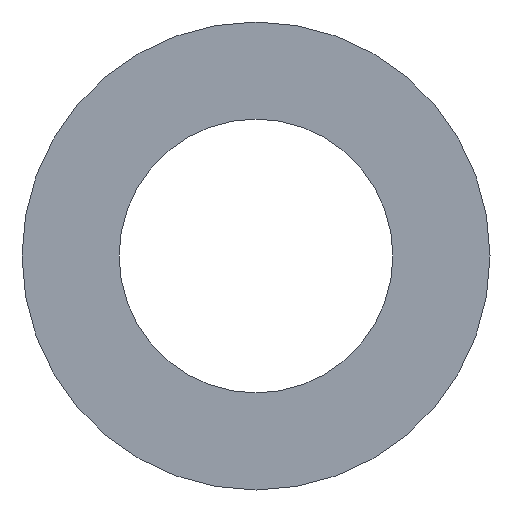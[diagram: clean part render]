
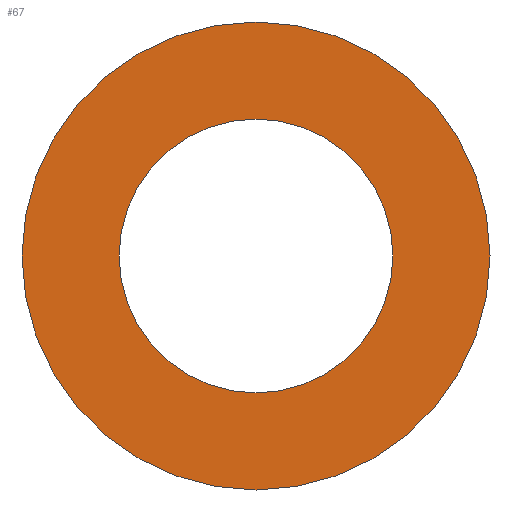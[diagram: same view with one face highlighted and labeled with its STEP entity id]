
A CAD part, front view. The second image highlights one B-rep face of the part: STEP entity #67.
In plain terms, the highlighted planar face has unit normal (0, -1, 0).
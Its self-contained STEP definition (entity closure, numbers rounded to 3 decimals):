
#5 = EDGE_LOOP ( 'NONE', ( #68, #175 ) ) ;
#8 = DIRECTION ( 'NONE',  ( 0., 0., 1. ) ) ;
#11 = CARTESIAN_POINT ( 'NONE',  ( 0., 0., 0. ) ) ;
#17 = AXIS2_PLACEMENT_3D ( 'NONE', #159, #222, #8 ) ;
#19 = ORIENTED_EDGE ( 'NONE', *, *, #83, .F. ) ;
#21 = FACE_OUTER_BOUND ( 'NONE', #90, .T. ) ;
#27 = CARTESIAN_POINT ( 'NONE',  ( 0., 0., 0. ) ) ;
#28 = DIRECTION ( 'NONE',  ( 0., 0., 1. ) ) ;
#29 = DIRECTION ( 'NONE',  ( 0., 1., 0. ) ) ;
#42 = FACE_BOUND ( 'NONE', #5, .T. ) ;
#45 = DIRECTION ( 'NONE',  ( 0., 0., 1. ) ) ;
#63 = PLANE ( 'NONE',  #124 ) ;
#65 = CIRCLE ( 'NONE', #17, 120.5 ) ;
#67 = ADVANCED_FACE ( 'NONE', ( #21, #42 ), #63, .F. ) ;
#68 = ORIENTED_EDGE ( 'NONE', *, *, #227, .T. ) ;
#74 = CIRCLE ( 'NONE', #240, 120.5 ) ;
#79 = AXIS2_PLACEMENT_3D ( 'NONE', #11, #109, #28 ) ;
#81 = VERTEX_POINT ( 'NONE', #139 ) ;
#83 = EDGE_CURVE ( 'NONE', #84, #81, #65, .T. ) ;
#84 = VERTEX_POINT ( 'NONE', #85 ) ;
#85 = CARTESIAN_POINT ( 'NONE',  ( 0., 0., -120.5 ) ) ;
#87 = DIRECTION ( 'NONE',  ( 0., 0., 1. ) ) ;
#89 = CARTESIAN_POINT ( 'NONE',  ( 0., 0., 0. ) ) ;
#90 = EDGE_LOOP ( 'NONE', ( #19, #155 ) ) ;
#101 = CIRCLE ( 'NONE', #79, 70.5 ) ;
#102 = DIRECTION ( 'NONE',  ( 0., 1., 0. ) ) ;
#107 = DIRECTION ( 'NONE',  ( 0., 1., 0. ) ) ;
#109 = DIRECTION ( 'NONE',  ( 0., 1., 0. ) ) ;
#118 = CARTESIAN_POINT ( 'NONE',  ( 0., 0., 0. ) ) ;
#124 = AXIS2_PLACEMENT_3D ( 'NONE', #89, #107, #87 ) ;
#130 = EDGE_CURVE ( 'NONE', #81, #84, #74, .T. ) ;
#139 = CARTESIAN_POINT ( 'NONE',  ( 0., 0., 120.5 ) ) ;
#149 = DIRECTION ( 'NONE',  ( 0., 0., 1. ) ) ;
#155 = ORIENTED_EDGE ( 'NONE', *, *, #130, .F. ) ;
#159 = CARTESIAN_POINT ( 'NONE',  ( 0., 0., 0. ) ) ;
#165 = CARTESIAN_POINT ( 'NONE',  ( 0., 0., -70.5 ) ) ;
#169 = VERTEX_POINT ( 'NONE', #165 ) ;
#175 = ORIENTED_EDGE ( 'NONE', *, *, #237, .T. ) ;
#185 = CARTESIAN_POINT ( 'NONE',  ( 0., 0., 70.5 ) ) ;
#197 = AXIS2_PLACEMENT_3D ( 'NONE', #27, #29, #149 ) ;
#222 = DIRECTION ( 'NONE',  ( 0., 1., 0. ) ) ;
#227 = EDGE_CURVE ( 'NONE', #169, #241, #101, .T. ) ;
#230 = CIRCLE ( 'NONE', #197, 70.5 ) ;
#237 = EDGE_CURVE ( 'NONE', #241, #169, #230, .T. ) ;
#240 = AXIS2_PLACEMENT_3D ( 'NONE', #118, #102, #45 ) ;
#241 = VERTEX_POINT ( 'NONE', #185 ) ;
